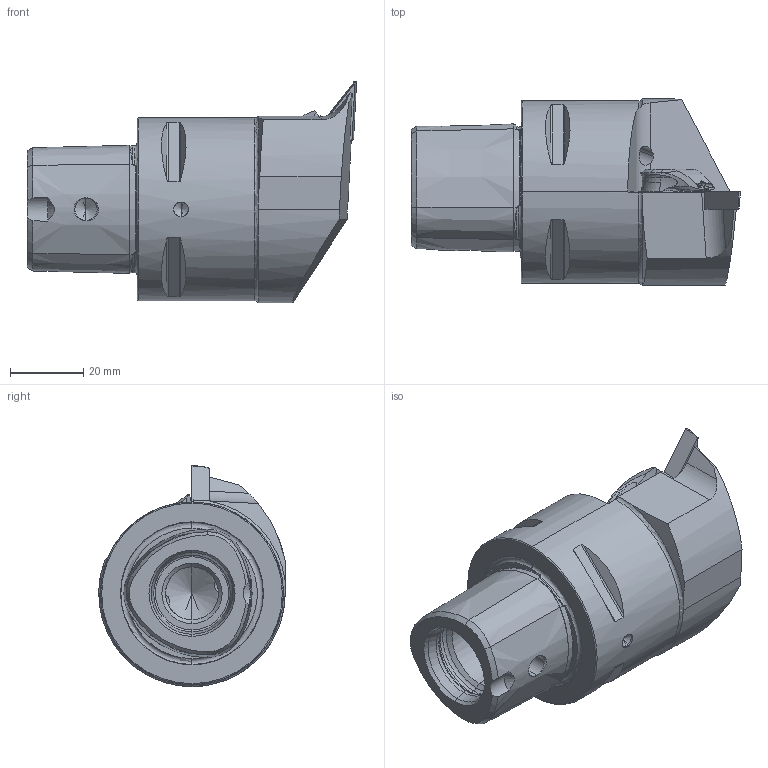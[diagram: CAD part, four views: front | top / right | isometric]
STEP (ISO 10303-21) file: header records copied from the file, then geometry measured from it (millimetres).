
FILE_DESCRIPTION (( 'STEP AP214' ), '1' );
FILE_NAME ('-KV..LUA.060-HP.STEP', '2022-04-01T08:53:07', ( '' ), ( '' ), 'SwSTEP 2.0', 'SolidWorks 2017', '' );
FILE_SCHEMA (( 'AUTOMOTIVE_DESIGN' ));
Length unit declared in the file: millimetre
Products named in the file (11): DIN 3771 - 6.5x1.5; VBMT160404; ISO 8752 2x8; -KV..LUA.060-HP; DIN 7991 - M5x18; PS5-KVF.LUA.060-HP_A; WCB-ER2.001.009_A; CHP-PCX.000.022_B; DIN 3771 - 13x1; CHP-PCX.000.022_D《e; CHP-ER1.008.014_A
Assembly tree (10 placements, depth 3):
  -KV..LUA.060-HP
    PS5-KVF.LUA.060-HP_A
    WCB-ER2.001.009_A
    CHP-PCX.000.022_D《e
      DIN 3771 - 13x1
      DIN 3771 - 6.5x1.5
      CHP-PCX.000.022_B
      DIN 7991 - M5x18
    CHP-ER1.008.014_A
    ISO 8752 2x8
    VBMT160404
Bounding box: 90 x 51 x 60.5 mm (x, y, z)
Volume: 107912.7 mm3; surface area: 23729.3 mm2
Topology: 9 solids, 9 shells, 486 faces, 1203 edges, 723 vertices
Faces by surface type: cylinder 136, cone 124, plane 106, torus 66, bspline 52, sphere 2
Entity records: 18599 total; most frequent: CARTESIAN_POINT 7288, ORIENTED_EDGE 2358, DIRECTION 2134, EDGE_CURVE 1179, AXIS2_PLACEMENT_3D 869, VERTEX_POINT 723, EDGE_LOOP 516, ADVANCED_FACE 486
